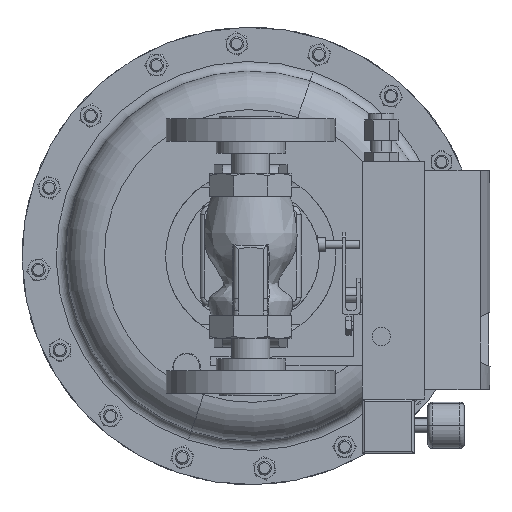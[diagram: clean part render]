
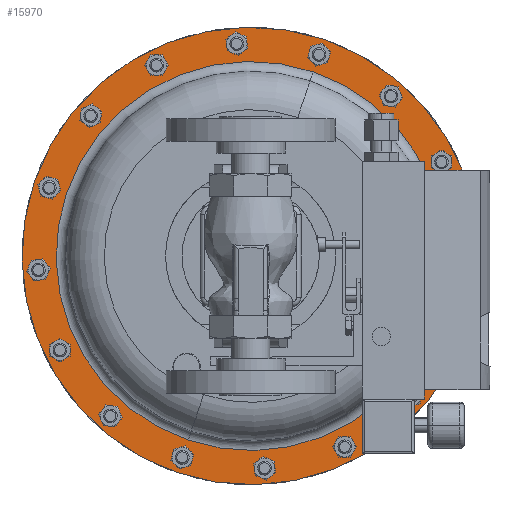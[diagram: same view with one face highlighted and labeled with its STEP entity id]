
A CAD part, front view. The second image highlights one B-rep face of the part: STEP entity #15970.
In plain terms, the highlighted planar face has unit normal (0, -1, 0).
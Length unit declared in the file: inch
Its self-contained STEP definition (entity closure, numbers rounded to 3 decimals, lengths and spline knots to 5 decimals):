
#299 = DIRECTION ( 'NONE',  ( -0.321, 0., -0.947 ) ) ;
#814 = CARTESIAN_POINT ( 'NONE',  ( 0., 9.4, -2.25 ) ) ;
#1082 = AXIS2_PLACEMENT_3D ( 'NONE', #18577, #1222, #21555 ) ;
#1222 = DIRECTION ( 'NONE',  ( 0., 1., 0. ) ) ;
#1343 = CIRCLE ( 'NONE', #24551, 6.25 ) ;
#1538 = VERTEX_POINT ( 'NONE', #24561 ) ;
#2582 = VERTEX_POINT ( 'NONE', #18161 ) ;
#3712 = DIRECTION ( 'NONE',  ( -0.321, 0., -0.947 ) ) ;
#5180 = FACE_OUTER_BOUND ( 'NONE', #6386, .T. ) ;
#5333 = EDGE_LOOP ( 'NONE', ( #14695, #8129 ) ) ;
#6386 = EDGE_LOOP ( 'NONE', ( #19983, #27851 ) ) ;
#8129 = ORIENTED_EDGE ( 'NONE', *, *, #27139, .T. ) ;
#11372 = CIRCLE ( 'NONE', #12716, 5.315 ) ;
#12716 = AXIS2_PLACEMENT_3D ( 'NONE', #35153, #17660, #299 ) ;
#13162 = DIRECTION ( 'NONE',  ( 0., -1., 0. ) ) ;
#14695 = ORIENTED_EDGE ( 'NONE', *, *, #18928, .T. ) ;
#14974 = VERTEX_POINT ( 'NONE', #36945 ) ;
#15402 = DIRECTION ( 'NONE',  ( 0., 1., 0. ) ) ;
#15970 = ADVANCED_FACE ( 'NONE', ( #37072, #5180 ), #24796, .T. ) ;
#17660 = DIRECTION ( 'NONE',  ( 0., 1., 0. ) ) ;
#17680 = AXIS2_PLACEMENT_3D ( 'NONE', #21851, #13162, #33543 ) ;
#18161 = CARTESIAN_POINT ( 'NONE',  ( -2.009, 9.4, -8.16831 ) ) ;
#18443 = CARTESIAN_POINT ( 'NONE',  ( -1.70845, 9.4, -7.28293 ) ) ;
#18577 = CARTESIAN_POINT ( 'NONE',  ( 0., 9.4, -2.25 ) ) ;
#18928 = EDGE_CURVE ( 'NONE', #30065, #1538, #11372, .T. ) ;
#19983 = ORIENTED_EDGE ( 'NONE', *, *, #31854, .F. ) ;
#20438 = EDGE_CURVE ( 'NONE', #14974, #2582, #1343, .T. ) ;
#21150 = DIRECTION ( 'NONE',  ( 0., 1., 0. ) ) ;
#21555 = DIRECTION ( 'NONE',  ( -0.321, 0., -0.947 ) ) ;
#21851 = CARTESIAN_POINT ( 'NONE',  ( -5.91831, 9.4, -0.241 ) ) ;
#24551 = AXIS2_PLACEMENT_3D ( 'NONE', #814, #21150, #3712 ) ;
#24561 = CARTESIAN_POINT ( 'NONE',  ( 1.70845, 9.4, 2.78293 ) ) ;
#24796 = PLANE ( 'NONE',  #17680 ) ;
#25239 = CIRCLE ( 'NONE', #29705, 6.25 ) ;
#27139 = EDGE_CURVE ( 'NONE', #1538, #30065, #31923, .T. ) ;
#27851 = ORIENTED_EDGE ( 'NONE', *, *, #20438, .F. ) ;
#29705 = AXIS2_PLACEMENT_3D ( 'NONE', #32846, #15402, #35806 ) ;
#30065 = VERTEX_POINT ( 'NONE', #18443 ) ;
#31854 = EDGE_CURVE ( 'NONE', #2582, #14974, #25239, .T. ) ;
#31923 = CIRCLE ( 'NONE', #1082, 5.315 ) ;
#32846 = CARTESIAN_POINT ( 'NONE',  ( 0., 9.4, -2.25 ) ) ;
#33543 = DIRECTION ( 'NONE',  ( 0.321, 0., 0.947 ) ) ;
#35153 = CARTESIAN_POINT ( 'NONE',  ( 0., 9.4, -2.25 ) ) ;
#35806 = DIRECTION ( 'NONE',  ( -0.321, 0., -0.947 ) ) ;
#36945 = CARTESIAN_POINT ( 'NONE',  ( 2.009, 9.4, 3.66831 ) ) ;
#37072 = FACE_BOUND ( 'NONE', #5333, .T. ) ;
